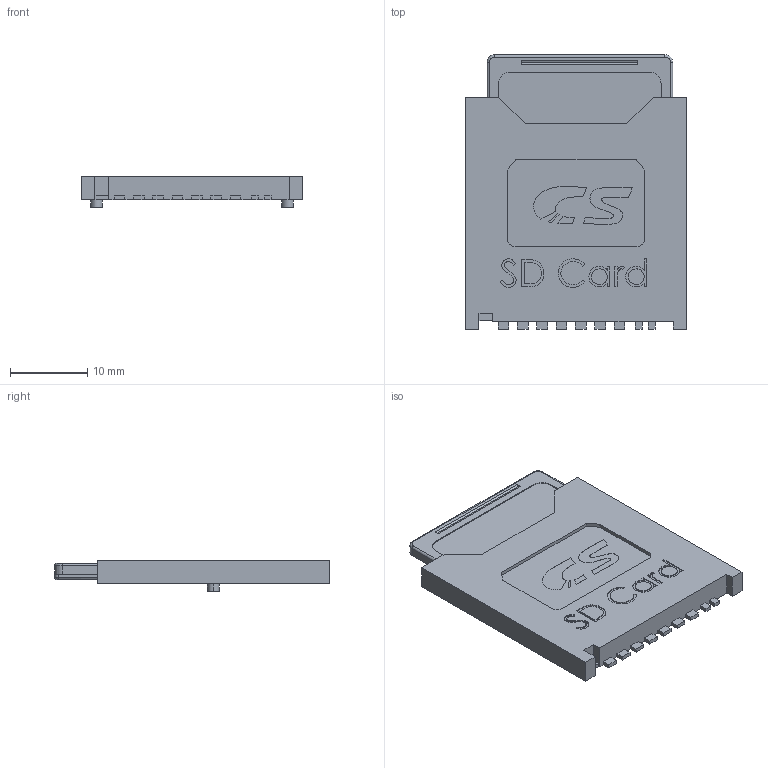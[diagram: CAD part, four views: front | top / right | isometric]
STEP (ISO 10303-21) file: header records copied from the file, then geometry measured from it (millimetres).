
FILE_DESCRIPTION (( 'STEP AP214' ), '1' );
FILE_NAME ('6765B7B7-4A59-40FC-87D6-5FA4B9BF4033.STEP', '2008-02-25T04:08:36', ( 'sysAdmin' ), ( 'SolidWorks' ), 'SwSTEP 2.0', 'SolidWorks 2008', '' );
FILE_SCHEMA (( 'AUTOMOTIVE_DESIGN' ));
Length unit declared in the file: millimetre
Products named in the file (1): 6765B7B7-4A59-40FC-87D6-5FA4B9BF4033
Bounding box: 28.6 x 35.5 x 4 mm (x, y, z)
Surface area: 4383.1 mm2 (no closed solid volume)
Topology: 0 solids, 2 shells, 207 faces, 637 edges, 440 vertices
Faces by surface type: plane 125, bspline 58, cylinder 20, torus 4
Entity records: 12005 total; most frequent: CARTESIAN_POINT 4437, ORIENTED_EDGE 1171, DIRECTION 863, EDGE_CURVE 637, LINE 463, VECTOR 463, VERTEX_POINT 440, EDGE_LOOP 226
